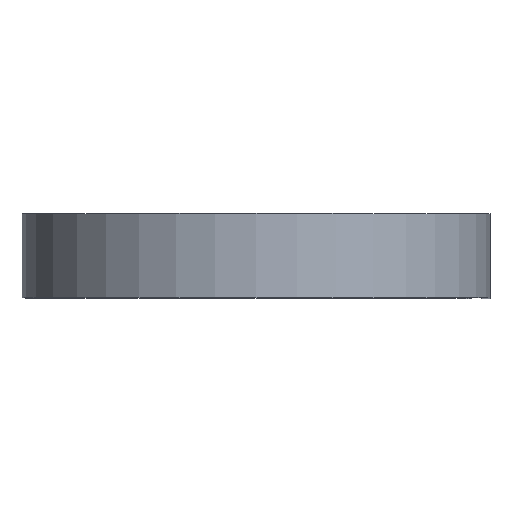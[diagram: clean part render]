
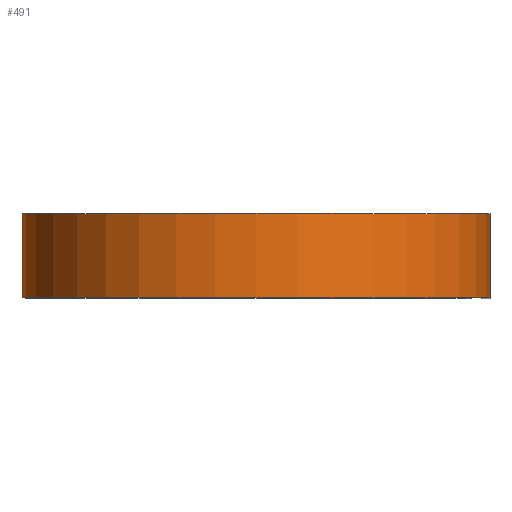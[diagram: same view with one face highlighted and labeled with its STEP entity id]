
A CAD part, top view. The second image highlights one B-rep face of the part: STEP entity #491.
In plain terms, the highlighted cylindrical face has radius 35.344 mm (diameter 70.688 mm), a partial arc.
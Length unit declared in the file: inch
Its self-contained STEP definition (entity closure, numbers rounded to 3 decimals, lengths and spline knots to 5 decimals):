
#18 = EDGE_CURVE ( 'NONE', #616, #219, #113, .T. ) ;
#25 = DIRECTION ( 'NONE',  ( 0., -1., 0. ) ) ;
#42 = ORIENTED_EDGE ( 'NONE', *, *, #18, .T. ) ;
#88 = CYLINDRICAL_SURFACE ( 'NONE', #118, 1.3915 ) ;
#98 = FACE_OUTER_BOUND ( 'NONE', #702, .T. ) ;
#106 = LINE ( 'NONE', #335, #109 ) ;
#109 = VECTOR ( 'NONE', #293, 39.37008 ) ;
#113 = LINE ( 'NONE', #353, #596 ) ;
#118 = AXIS2_PLACEMENT_3D ( 'NONE', #667, #450, #571 ) ;
#133 = CARTESIAN_POINT ( 'NONE',  ( 1.3915, -0.25, 0. ) ) ;
#137 = CARTESIAN_POINT ( 'NONE',  ( 1.3915, 0.25, 0. ) ) ;
#163 = VERTEX_POINT ( 'NONE', #137 ) ;
#211 = DIRECTION ( 'NONE',  ( 1., 0., 0. ) ) ;
#218 = EDGE_CURVE ( 'NONE', #219, #598, #555, .T. ) ;
#219 = VERTEX_POINT ( 'NONE', #248 ) ;
#248 = CARTESIAN_POINT ( 'NONE',  ( 0., -0.25, -1.3915 ) ) ;
#268 = DIRECTION ( 'NONE',  ( 1., 0., 0. ) ) ;
#270 = DIRECTION ( 'NONE',  ( 0., 1., 0. ) ) ;
#273 = CARTESIAN_POINT ( 'NONE',  ( 0., 0.25, 0. ) ) ;
#293 = DIRECTION ( 'NONE',  ( 0., -1., 0. ) ) ;
#310 = ORIENTED_EDGE ( 'NONE', *, *, #462, .F. ) ;
#335 = CARTESIAN_POINT ( 'NONE',  ( 1.3915, 0.25, 0. ) ) ;
#353 = CARTESIAN_POINT ( 'NONE',  ( 0., 0.25, -1.3915 ) ) ;
#362 = CARTESIAN_POINT ( 'NONE',  ( 0., 0.25, -1.3915 ) ) ;
#373 = EDGE_CURVE ( 'NONE', #616, #163, #460, .T. ) ;
#438 = AXIS2_PLACEMENT_3D ( 'NONE', #273, #270, #268 ) ;
#450 = DIRECTION ( 'NONE',  ( 0., -1., 0. ) ) ;
#452 = AXIS2_PLACEMENT_3D ( 'NONE', #473, #457, #211 ) ;
#457 = DIRECTION ( 'NONE',  ( 0., 1., 0. ) ) ;
#460 = CIRCLE ( 'NONE', #438, 1.3915 ) ;
#462 = EDGE_CURVE ( 'NONE', #163, #598, #106, .T. ) ;
#473 = CARTESIAN_POINT ( 'NONE',  ( 0., -0.25, 0. ) ) ;
#491 = ADVANCED_FACE ( 'NONE', ( #98 ), #88, .T. ) ;
#555 = CIRCLE ( 'NONE', #452, 1.3915 ) ;
#571 = DIRECTION ( 'NONE',  ( 0., 0., -1. ) ) ;
#596 = VECTOR ( 'NONE', #25, 39.37008 ) ;
#598 = VERTEX_POINT ( 'NONE', #133 ) ;
#616 = VERTEX_POINT ( 'NONE', #362 ) ;
#638 = ORIENTED_EDGE ( 'NONE', *, *, #373, .F. ) ;
#667 = CARTESIAN_POINT ( 'NONE',  ( 0., 0.25, 0. ) ) ;
#702 = EDGE_LOOP ( 'NONE', ( #722, #310, #638, #42 ) ) ;
#722 = ORIENTED_EDGE ( 'NONE', *, *, #218, .T. ) ;
